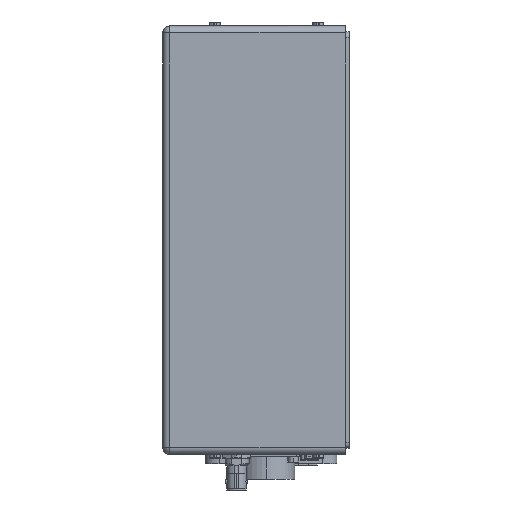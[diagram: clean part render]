
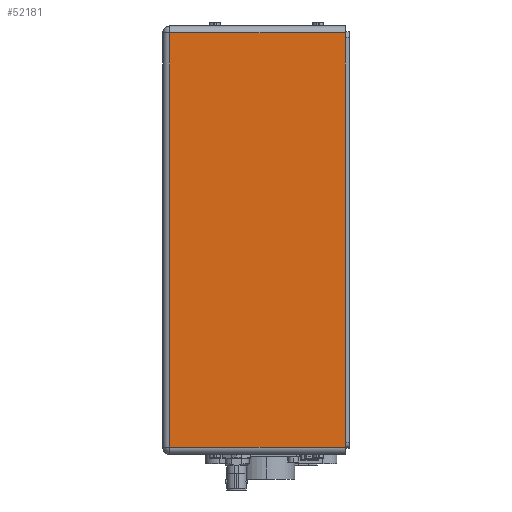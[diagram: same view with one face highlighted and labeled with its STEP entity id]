
A CAD part, left-side view. The second image highlights one B-rep face of the part: STEP entity #52181.
In plain terms, the highlighted planar face has unit normal (-1, 0, 0).
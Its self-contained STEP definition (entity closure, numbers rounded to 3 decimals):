
#3698 = ORIENTED_EDGE ( 'NONE', *, *, #61037, .T. ) ;
#9877 = EDGE_CURVE ( 'NONE', #65292, #72355, #67727, .T. ) ;
#17662 = VECTOR ( 'NONE', #120041, 1000. ) ;
#19574 = FACE_OUTER_BOUND ( 'NONE', #97051, .T. ) ;
#19605 = LINE ( 'NONE', #88592, #76042 ) ;
#19619 = CARTESIAN_POINT ( 'NONE',  ( -180.5, 90., 105. ) ) ;
#28497 = DIRECTION ( 'NONE',  ( 0., -1., 0. ) ) ;
#34247 = PLANE ( 'NONE',  #80294 ) ;
#37103 = EDGE_CURVE ( 'NONE', #127611, #65292, #46753, .T. ) ;
#42044 = CARTESIAN_POINT ( 'NONE',  ( -180.5, 2., -105. ) ) ;
#42483 = DIRECTION ( 'NONE',  ( 0., 0., 1. ) ) ;
#43969 = EDGE_CURVE ( 'NONE', #98355, #127611, #19605, .T. ) ;
#46753 = LINE ( 'NONE', #42044, #86040 ) ;
#47808 = CARTESIAN_POINT ( 'NONE',  ( -180.5, 90., -104. ) ) ;
#52181 = ADVANCED_FACE ( 'NONE', ( #19574 ), #34247, .F. ) ;
#54386 = CARTESIAN_POINT ( 'NONE',  ( -180.5, 2., -105. ) ) ;
#58436 = ORIENTED_EDGE ( 'NONE', *, *, #43969, .T. ) ;
#61037 = EDGE_CURVE ( 'NONE', #72355, #98355, #70955, .T. ) ;
#65072 = ORIENTED_EDGE ( 'NONE', *, *, #9877, .T. ) ;
#65292 = VERTEX_POINT ( 'NONE', #82790 ) ;
#67727 = LINE ( 'NONE', #92417, #117981 ) ;
#70915 = DIRECTION ( 'NONE',  ( 0., 1., 0. ) ) ;
#70955 = LINE ( 'NONE', #19619, #17662 ) ;
#72355 = VERTEX_POINT ( 'NONE', #123023 ) ;
#74553 = DIRECTION ( 'NONE',  ( 1., 0., 0. ) ) ;
#76042 = VECTOR ( 'NONE', #28497, 1000. ) ;
#79854 = ORIENTED_EDGE ( 'NONE', *, *, #37103, .T. ) ;
#80294 = AXIS2_PLACEMENT_3D ( 'NONE', #54386, #74553, #84661 ) ;
#82790 = CARTESIAN_POINT ( 'NONE',  ( -180.5, 2., 104. ) ) ;
#84661 = DIRECTION ( 'NONE',  ( 0., 1., 0. ) ) ;
#86040 = VECTOR ( 'NONE', #42483, 1000. ) ;
#88592 = CARTESIAN_POINT ( 'NONE',  ( -180.5, 90., -104. ) ) ;
#92417 = CARTESIAN_POINT ( 'NONE',  ( -180.5, 2., 104. ) ) ;
#97051 = EDGE_LOOP ( 'NONE', ( #58436, #79854, #65072, #3698 ) ) ;
#98355 = VERTEX_POINT ( 'NONE', #47808 ) ;
#117981 = VECTOR ( 'NONE', #70915, 1000. ) ;
#120041 = DIRECTION ( 'NONE',  ( 0., 0., -1. ) ) ;
#121948 = CARTESIAN_POINT ( 'NONE',  ( -180.5, 2., -104. ) ) ;
#123023 = CARTESIAN_POINT ( 'NONE',  ( -180.5, 90., 104. ) ) ;
#127611 = VERTEX_POINT ( 'NONE', #121948 ) ;
